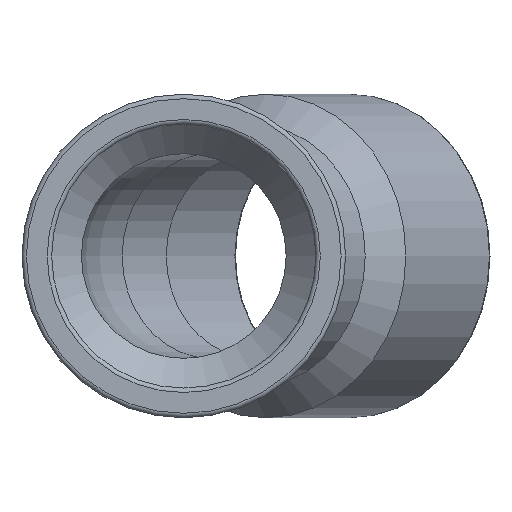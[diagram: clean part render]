
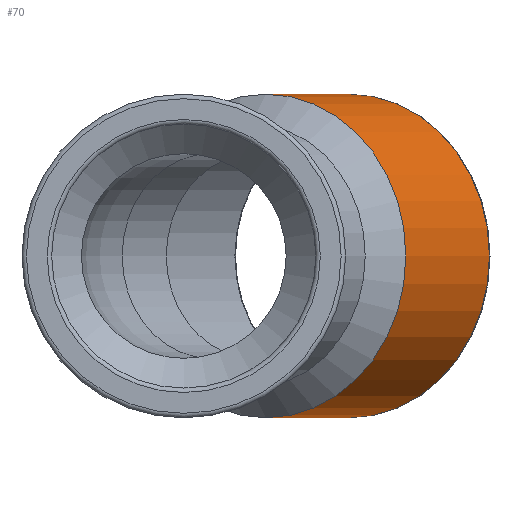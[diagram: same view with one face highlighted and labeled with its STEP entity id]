
A CAD part, front view. The second image highlights one B-rep face of the part: STEP entity #70.
In plain terms, the highlighted cylindrical face has radius 98 mm (diameter 196 mm), a full revolution.
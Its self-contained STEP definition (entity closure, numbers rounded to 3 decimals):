
#70=ADVANCED_FACE('',(#157,#158),#159,.T.);
#157=FACE_OUTER_BOUND('',#260,.T.);
#158=FACE_OUTER_BOUND('',#261,.T.);
#159=CYLINDRICAL_SURFACE('',#262,98.);
#260=EDGE_LOOP('',(#379));
#261=EDGE_LOOP('',(#380));
#262=AXIS2_PLACEMENT_3D('',#381,#382,#383);
#379=ORIENTED_EDGE('',*,*,#482,.F.);
#380=ORIENTED_EDGE('',*,*,#469,.T.);
#381=CARTESIAN_POINT('',(16.347,231.465,0.));
#382=DIRECTION('',(0.5,0.866,0.));
#383=DIRECTION('',(0.866,-0.5,0.));
#469=EDGE_CURVE('',#525,#525,#526,.T.);
#482=EDGE_CURVE('',#545,#545,#546,.T.);
#525=VERTEX_POINT('',#597);
#526=CIRCLE('',#598,98.);
#545=VERTEX_POINT('',#617);
#546=CIRCLE('',#618,98.);
#597=CARTESIAN_POINT('',(185.101,327.755,0.));
#598=AXIS2_PLACEMENT_3D('',#672,#673,#674);
#617=CARTESIAN_POINT('',(134.476,240.07,0.));
#618=AXIS2_PLACEMENT_3D('',#693,#694,#695);
#672=CARTESIAN_POINT('',(100.23,376.755,0.));
#673=DIRECTION('',(-0.5,-0.866,0.));
#674=DIRECTION('',(0.866,-0.5,0.));
#693=CARTESIAN_POINT('',(49.605,289.07,0.));
#694=DIRECTION('',(-0.5,-0.866,0.));
#695=DIRECTION('',(0.866,-0.5,0.));
